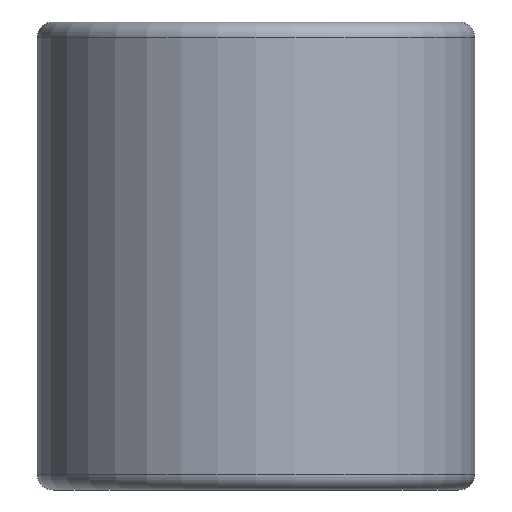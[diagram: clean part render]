
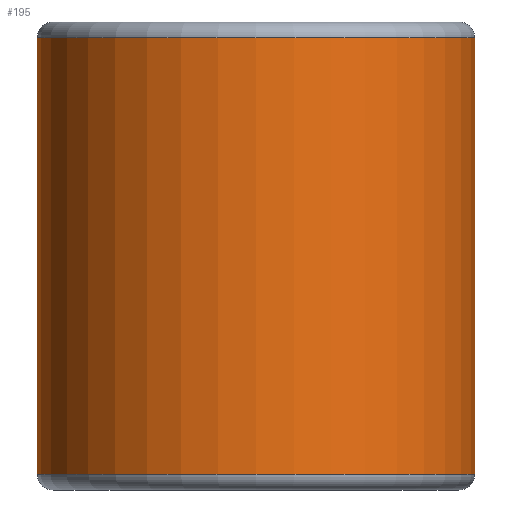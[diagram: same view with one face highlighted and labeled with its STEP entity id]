
A CAD part, front view. The second image highlights one B-rep face of the part: STEP entity #195.
In plain terms, the highlighted cylindrical face has radius 14.017 mm (diameter 28.034 mm), a partial arc.
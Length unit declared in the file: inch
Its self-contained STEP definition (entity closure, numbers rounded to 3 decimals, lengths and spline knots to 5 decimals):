
#10 = EDGE_CURVE ( 'NONE', #200, #191, #185, .T. ) ;
#20 = AXIS2_PLACEMENT_3D ( 'NONE', #236, #232, #220 ) ;
#49 = DIRECTION ( 'NONE',  ( 0., 0., 1. ) ) ;
#66 = VECTOR ( 'NONE', #248, 39.37008 ) ;
#67 = CIRCLE ( 'NONE', #20, 0.55185 ) ;
#72 = LINE ( 'NONE', #264, #66 ) ;
#91 = DIRECTION ( 'NONE',  ( 0., 0., 1. ) ) ;
#119 = CYLINDRICAL_SURFACE ( 'NONE', #137, 0.55185 ) ;
#126 = CIRCLE ( 'NONE', #210, 0.55185 ) ;
#137 = AXIS2_PLACEMENT_3D ( 'NONE', #231, #49, #237 ) ;
#151 = CARTESIAN_POINT ( 'NONE',  ( -0.55185, 0., -0.04 ) ) ;
#156 = CARTESIAN_POINT ( 'NONE',  ( -0.55185, 0., -1.1411 ) ) ;
#157 = FACE_OUTER_BOUND ( 'NONE', #203, .T. ) ;
#163 = DIRECTION ( 'NONE',  ( 1., 0., 0. ) ) ;
#164 = DIRECTION ( 'NONE',  ( 0., 0., 1. ) ) ;
#170 = CARTESIAN_POINT ( 'NONE',  ( 0., 0., -1.1411 ) ) ;
#172 = CARTESIAN_POINT ( 'NONE',  ( 0.55185, 0., -1.1811 ) ) ;
#183 = VECTOR ( 'NONE', #91, 39.37008 ) ;
#184 = CARTESIAN_POINT ( 'NONE',  ( 0.55185, 0., -1.1411 ) ) ;
#185 = LINE ( 'NONE', #172, #183 ) ;
#191 = VERTEX_POINT ( 'NONE', #239 ) ;
#195 = ADVANCED_FACE ( 'NONE', ( #157 ), #119, .T. ) ;
#196 = ORIENTED_EDGE ( 'NONE', *, *, #10, .T. ) ;
#200 = VERTEX_POINT ( 'NONE', #184 ) ;
#201 = EDGE_CURVE ( 'NONE', #255, #200, #126, .T. ) ;
#203 = EDGE_LOOP ( 'NONE', ( #278, #208, #196, #215 ) ) ;
#208 = ORIENTED_EDGE ( 'NONE', *, *, #201, .T. ) ;
#210 = AXIS2_PLACEMENT_3D ( 'NONE', #170, #164, #163 ) ;
#215 = ORIENTED_EDGE ( 'NONE', *, *, #313, .T. ) ;
#220 = DIRECTION ( 'NONE',  ( 1., 0., 0. ) ) ;
#231 = CARTESIAN_POINT ( 'NONE',  ( 0., 0., -1.1811 ) ) ;
#232 = DIRECTION ( 'NONE',  ( 0., 0., -1. ) ) ;
#236 = CARTESIAN_POINT ( 'NONE',  ( 0., 0., -0.04 ) ) ;
#237 = DIRECTION ( 'NONE',  ( 1., 0., 0. ) ) ;
#239 = CARTESIAN_POINT ( 'NONE',  ( 0.55185, 0., -0.04 ) ) ;
#248 = DIRECTION ( 'NONE',  ( 0., 0., 1. ) ) ;
#250 = VERTEX_POINT ( 'NONE', #151 ) ;
#255 = VERTEX_POINT ( 'NONE', #156 ) ;
#264 = CARTESIAN_POINT ( 'NONE',  ( -0.55185, 0., -1.1811 ) ) ;
#278 = ORIENTED_EDGE ( 'NONE', *, *, #312, .F. ) ;
#312 = EDGE_CURVE ( 'NONE', #255, #250, #72, .T. ) ;
#313 = EDGE_CURVE ( 'NONE', #191, #250, #67, .T. ) ;
